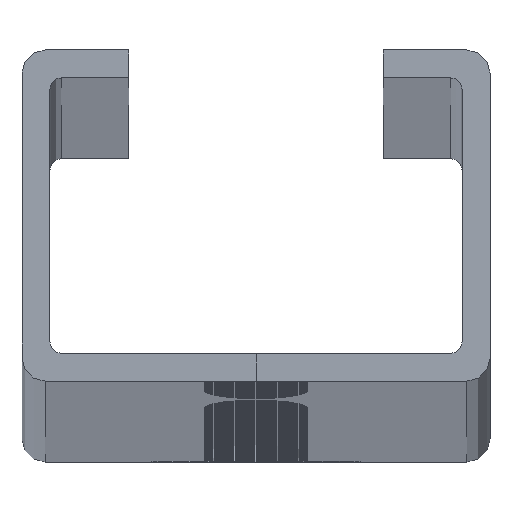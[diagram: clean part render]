
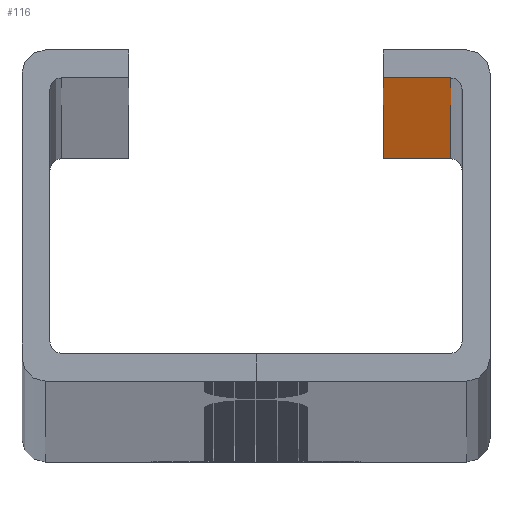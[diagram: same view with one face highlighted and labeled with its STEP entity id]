
A CAD part, top view. The second image highlights one B-rep face of the part: STEP entity #116.
In plain terms, the highlighted planar face has unit normal (0, -1, 0).
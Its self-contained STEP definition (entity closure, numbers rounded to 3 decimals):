
#116 = ADVANCED_FACE ( 'NONE', ( #2670 ), #2660, .F. ) ;
#841 = VERTEX_POINT ( 'NONE', #4562 ) ;
#862 = VERTEX_POINT ( 'NONE', #4581 ) ;
#871 = VERTEX_POINT ( 'NONE', #4570 ) ;
#909 = VERTEX_POINT ( 'NONE', #4545 ) ;
#1041 = EDGE_LOOP ( 'NONE', ( #5662, #5678, #5612, #5638 ) ) ;
#2236 = DIRECTION ( 'NONE',  ( 1., 0., 0. ) ) ;
#2239 = LINE ( 'NONE', #2251, #3632 ) ;
#2251 = CARTESIAN_POINT ( 'NONE',  ( 14.6, 13.1, 2000. ) ) ;
#2282 = CARTESIAN_POINT ( 'NONE',  ( 17.5, 13.1, 2000. ) ) ;
#2283 = DIRECTION ( 'NONE',  ( 0., 0., -1. ) ) ;
#2305 = LINE ( 'NONE', #2282, #3652 ) ;
#2378 = LINE ( 'NONE', #2379, #3158 ) ;
#2379 = CARTESIAN_POINT ( 'NONE',  ( 14.6, 13.1, 2000. ) ) ;
#2387 = DIRECTION ( 'NONE',  ( 0., 0., -1. ) ) ;
#2646 = DIRECTION ( 'NONE',  ( 0., 1., 0. ) ) ;
#2660 = PLANE ( 'NONE',  #4117 ) ;
#2669 = CARTESIAN_POINT ( 'NONE',  ( 14.6, 13.1, 2000. ) ) ;
#2670 = FACE_OUTER_BOUND ( 'NONE', #1041, .T. ) ;
#2691 = DIRECTION ( 'NONE',  ( 0., 0., 1. ) ) ;
#3052 = VECTOR ( 'NONE', #5341, 1000. ) ;
#3158 = VECTOR ( 'NONE', #2387, 1000. ) ;
#3632 = VECTOR ( 'NONE', #2236, 1000. ) ;
#3652 = VECTOR ( 'NONE', #2283, 1000. ) ;
#4117 = AXIS2_PLACEMENT_3D ( 'NONE', #2669, #2646, #2691 ) ;
#4545 = CARTESIAN_POINT ( 'NONE',  ( 17.5, 13.1, 2000. ) ) ;
#4562 = CARTESIAN_POINT ( 'NONE',  ( 14.6, 13.1, 0. ) ) ;
#4570 = CARTESIAN_POINT ( 'NONE',  ( 14.6, 13.1, 2000. ) ) ;
#4581 = CARTESIAN_POINT ( 'NONE',  ( 17.5, 13.1, 0. ) ) ;
#5334 = LINE ( 'NONE', #5369, #3052 ) ;
#5341 = DIRECTION ( 'NONE',  ( 1., 0., 0. ) ) ;
#5369 = CARTESIAN_POINT ( 'NONE',  ( 14.6, 13.1, 0. ) ) ;
#5612 = ORIENTED_EDGE ( 'NONE', *, *, #6558, .F. ) ;
#5638 = ORIENTED_EDGE ( 'NONE', *, *, #6604, .T. ) ;
#5662 = ORIENTED_EDGE ( 'NONE', *, *, #6662, .T. ) ;
#5678 = ORIENTED_EDGE ( 'NONE', *, *, #6570, .F. ) ;
#6558 = EDGE_CURVE ( 'NONE', #871, #909, #2239, .T. ) ;
#6570 = EDGE_CURVE ( 'NONE', #909, #862, #2305, .T. ) ;
#6604 = EDGE_CURVE ( 'NONE', #871, #841, #2378, .T. ) ;
#6662 = EDGE_CURVE ( 'NONE', #841, #862, #5334, .T. ) ;
